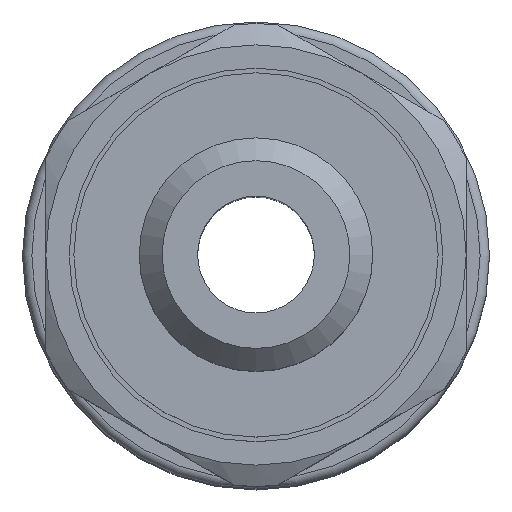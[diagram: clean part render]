
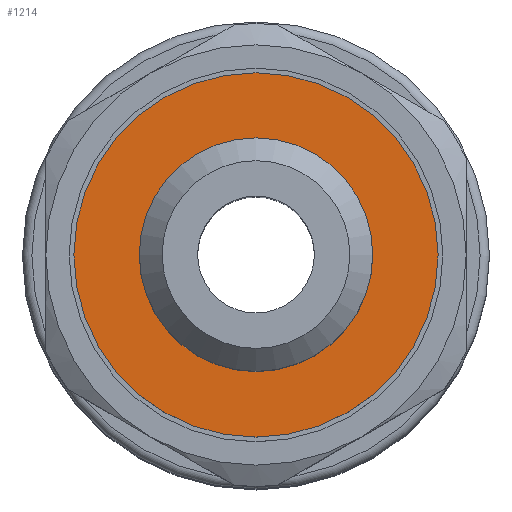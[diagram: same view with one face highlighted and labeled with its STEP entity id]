
A CAD part, top view. The second image highlights one B-rep face of the part: STEP entity #1214.
In plain terms, the highlighted planar face has unit normal (0, 0, 1).
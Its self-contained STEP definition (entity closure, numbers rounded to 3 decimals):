
#26=PLANE('',#1311);
#121=CIRCLE('',#1310,2.001);
#122=CIRCLE('',#1312,3.9);
#235=ORIENTED_EDGE('',*,*,#413,.F.);
#236=ORIENTED_EDGE('',*,*,#412,.T.);
#412=EDGE_CURVE('',#485,#485,#121,.T.);
#413=EDGE_CURVE('',#486,#486,#122,.T.);
#485=VERTEX_POINT('',#1844);
#486=VERTEX_POINT('',#1847);
#569=EDGE_LOOP('',(#235));
#570=EDGE_LOOP('',(#236));
#669=FACE_BOUND('',#569,.T.);
#670=FACE_BOUND('',#570,.T.);
#1214=ADVANCED_FACE('',(#669,#670),#26,.F.);
#1310=AXIS2_PLACEMENT_3D('',#1843,#1499,#1500);
#1311=AXIS2_PLACEMENT_3D('',#1845,#1501,#1502);
#1312=AXIS2_PLACEMENT_3D('',#1846,#1503,#1504);
#1499=DIRECTION('',(0.,0.,-1.));
#1500=DIRECTION('',(-1.,0.,0.));
#1501=DIRECTION('',(0.,0.,-1.));
#1502=DIRECTION('',(-1.,0.,0.));
#1503=DIRECTION('',(0.,0.,-1.));
#1504=DIRECTION('',(-1.,0.,0.));
#1843=CARTESIAN_POINT('',(0.,0.,21.7));
#1844=CARTESIAN_POINT('',(-2.001,0.,21.7));
#1845=CARTESIAN_POINT('',(0.,2.001,21.7));
#1846=CARTESIAN_POINT('',(0.,0.,21.7));
#1847=CARTESIAN_POINT('',(-3.9,0.,21.7));
